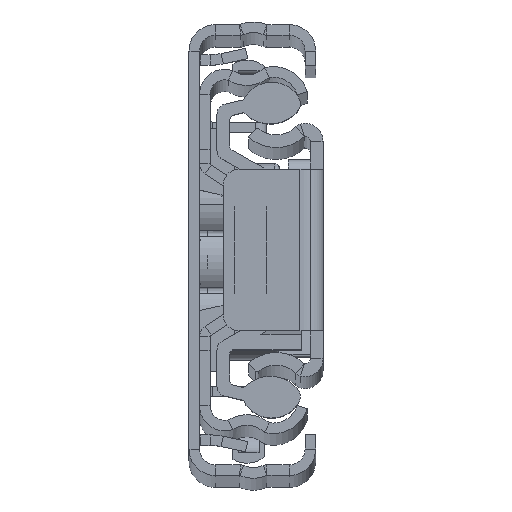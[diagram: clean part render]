
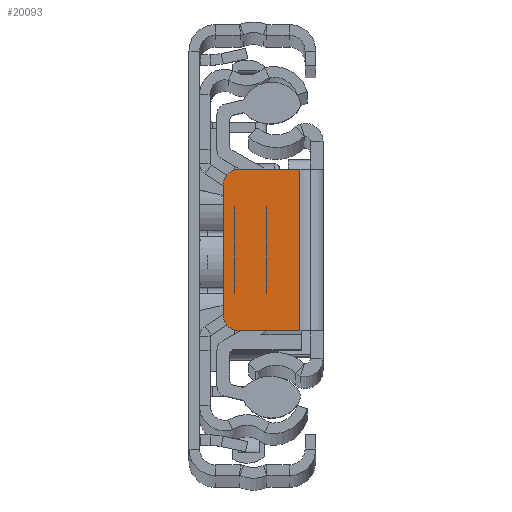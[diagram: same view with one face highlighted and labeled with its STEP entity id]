
A CAD part, top view. The second image highlights one B-rep face of the part: STEP entity #20093.
In plain terms, the highlighted planar face has unit normal (0, 0, 1).
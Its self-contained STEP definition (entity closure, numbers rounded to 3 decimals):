
#180 = DIRECTION ( 'NONE',  ( -1., 0., 0. ) ) ;
#289 = EDGE_CURVE ( 'NONE', #15411, #15825, #17777, .T. ) ;
#369 = PLANE ( 'NONE',  #18127 ) ;
#950 = DIRECTION ( 'NONE',  ( -1., 0., 0. ) ) ;
#1034 = CARTESIAN_POINT ( 'NONE',  ( -2.2, -7.65, 0. ) ) ;
#1255 = VERTEX_POINT ( 'NONE', #17830 ) ;
#1802 = ORIENTED_EDGE ( 'NONE', *, *, #289, .T. ) ;
#2289 = DIRECTION ( 'NONE',  ( 0., -1., 0. ) ) ;
#2503 = DIRECTION ( 'NONE',  ( 0., -1., 0. ) ) ;
#2615 = FACE_OUTER_BOUND ( 'NONE', #9324, .T. ) ;
#2994 = VECTOR ( 'NONE', #2503, 1000. ) ;
#3566 = CARTESIAN_POINT ( 'NONE',  ( -2.2, -7.65, 0. ) ) ;
#4048 = AXIS2_PLACEMENT_3D ( 'NONE', #17899, #4514, #950 ) ;
#4408 = CIRCLE ( 'NONE', #4048, 1.5 ) ;
#4514 = DIRECTION ( 'NONE',  ( 0., 0., 1. ) ) ;
#5518 = CIRCLE ( 'NONE', #9740, 1.5 ) ;
#5741 = EDGE_CURVE ( 'NONE', #7147, #6081, #19075, .T. ) ;
#6081 = VERTEX_POINT ( 'NONE', #3566 ) ;
#6537 = EDGE_CURVE ( 'NONE', #15808, #6081, #16210, .T. ) ;
#6574 = LINE ( 'NONE', #11684, #20829 ) ;
#6872 = ORIENTED_EDGE ( 'NONE', *, *, #6537, .F. ) ;
#7147 = VERTEX_POINT ( 'NONE', #10664 ) ;
#7615 = DIRECTION ( 'NONE',  ( 0., 0., -1. ) ) ;
#8548 = EDGE_CURVE ( 'NONE', #15808, #1255, #6574, .T. ) ;
#9324 = EDGE_LOOP ( 'NONE', ( #1802, #15589, #17477, #6872, #17844, #15445 ) ) ;
#9740 = AXIS2_PLACEMENT_3D ( 'NONE', #10085, #20459, #180 ) ;
#10085 = CARTESIAN_POINT ( 'NONE',  ( -7.95, 6.15, 0. ) ) ;
#10358 = CARTESIAN_POINT ( 'NONE',  ( 0., -7.65, 0. ) ) ;
#10664 = CARTESIAN_POINT ( 'NONE',  ( -7.95, -7.65, 0. ) ) ;
#10844 = CARTESIAN_POINT ( 'NONE',  ( 0., 0., 0. ) ) ;
#10845 = CARTESIAN_POINT ( 'NONE',  ( -2.2, 7.65, 0. ) ) ;
#11684 = CARTESIAN_POINT ( 'NONE',  ( 0., 7.65, 0. ) ) ;
#12347 = EDGE_CURVE ( 'NONE', #15825, #7147, #4408, .T. ) ;
#12462 = CARTESIAN_POINT ( 'NONE',  ( -9.45, 6.15, 0. ) ) ;
#13150 = EDGE_CURVE ( 'NONE', #1255, #15411, #5518, .T. ) ;
#15411 = VERTEX_POINT ( 'NONE', #12462 ) ;
#15445 = ORIENTED_EDGE ( 'NONE', *, *, #13150, .T. ) ;
#15589 = ORIENTED_EDGE ( 'NONE', *, *, #12347, .T. ) ;
#15808 = VERTEX_POINT ( 'NONE', #10845 ) ;
#15825 = VERTEX_POINT ( 'NONE', #16109 ) ;
#16109 = CARTESIAN_POINT ( 'NONE',  ( -9.45, -6.15, 0. ) ) ;
#16210 = LINE ( 'NONE', #1034, #2994 ) ;
#17188 = DIRECTION ( 'NONE',  ( 1., 0., 0. ) ) ;
#17477 = ORIENTED_EDGE ( 'NONE', *, *, #5741, .T. ) ;
#17655 = DIRECTION ( 'NONE',  ( -1., 0., 0. ) ) ;
#17777 = LINE ( 'NONE', #20990, #20579 ) ;
#17830 = CARTESIAN_POINT ( 'NONE',  ( -7.95, 7.65, 0. ) ) ;
#17844 = ORIENTED_EDGE ( 'NONE', *, *, #8548, .T. ) ;
#17899 = CARTESIAN_POINT ( 'NONE',  ( -7.95, -6.15, 0. ) ) ;
#18127 = AXIS2_PLACEMENT_3D ( 'NONE', #10844, #7615, #17655 ) ;
#18164 = DIRECTION ( 'NONE',  ( -1., 0., 0. ) ) ;
#19075 = LINE ( 'NONE', #10358, #21804 ) ;
#20093 = ADVANCED_FACE ( 'NONE', ( #2615 ), #369, .F. ) ;
#20459 = DIRECTION ( 'NONE',  ( 0., 0., 1. ) ) ;
#20579 = VECTOR ( 'NONE', #2289, 1000. ) ;
#20829 = VECTOR ( 'NONE', #18164, 1000. ) ;
#20990 = CARTESIAN_POINT ( 'NONE',  ( -9.45, 0., 0. ) ) ;
#21804 = VECTOR ( 'NONE', #17188, 1000. ) ;
